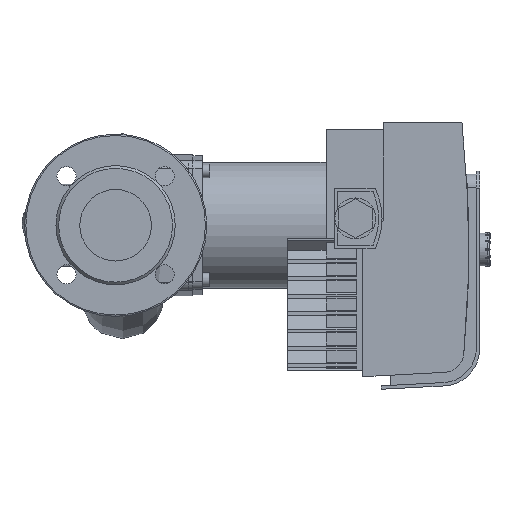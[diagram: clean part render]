
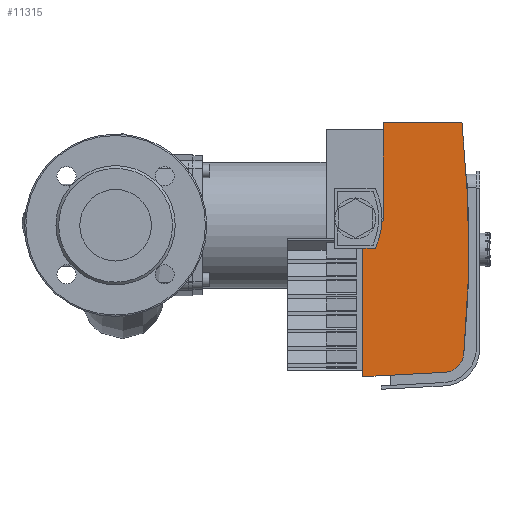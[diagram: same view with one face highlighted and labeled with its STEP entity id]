
A CAD part, left-side view. The second image highlights one B-rep face of the part: STEP entity #11315.
In plain terms, the highlighted planar face has unit normal (-1, 0, 0).
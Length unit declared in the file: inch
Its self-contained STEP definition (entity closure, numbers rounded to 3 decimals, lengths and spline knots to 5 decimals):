
#236=PLANE('',#12046);
#600=FACE_OUTER_BOUND('',#1286,.T.);
#1286=EDGE_LOOP('',(#7690,#7691,#7692,#7693,#7694,#7695,#7696,#7697,#7698));
#2115=LINE('',#16719,#3249);
#2116=LINE('',#16721,#3250);
#2117=LINE('',#16727,#3251);
#2118=LINE('',#16729,#3252);
#2119=LINE('',#16732,#3253);
#3249=VECTOR('',#13237,0.3937);
#3250=VECTOR('',#13238,0.3937);
#3251=VECTOR('',#13243,0.3937);
#3252=VECTOR('',#13244,0.3937);
#3253=VECTOR('',#13247,0.3937);
#4376=CIRCLE('',#12045,0.19685);
#4377=CIRCLE('',#12047,0.59055);
#4378=CIRCLE('',#12048,32.6959);
#4379=CIRCLE('',#12049,0.19685);
#4861=VERTEX_POINT('',#16712);
#4862=VERTEX_POINT('',#16714);
#4863=VERTEX_POINT('',#16718);
#4864=VERTEX_POINT('',#16720);
#4865=VERTEX_POINT('',#16722);
#4866=VERTEX_POINT('',#16724);
#4867=VERTEX_POINT('',#16726);
#4868=VERTEX_POINT('',#16728);
#4869=VERTEX_POINT('',#16730);
#5955=EDGE_CURVE('',#4861,#4862,#4376,.T.);
#5957=EDGE_CURVE('',#4861,#4863,#2115,.T.);
#5958=EDGE_CURVE('',#4863,#4864,#2116,.T.);
#5959=EDGE_CURVE('',#4865,#4864,#4377,.T.);
#5960=EDGE_CURVE('',#4866,#4865,#4378,.T.);
#5961=EDGE_CURVE('',#4867,#4866,#2117,.T.);
#5962=EDGE_CURVE('',#4868,#4867,#2118,.T.);
#5963=EDGE_CURVE('',#4869,#4868,#4379,.T.);
#5964=EDGE_CURVE('',#4869,#4862,#2119,.T.);
#7690=ORIENTED_EDGE('',*,*,#5955,.F.);
#7691=ORIENTED_EDGE('',*,*,#5957,.T.);
#7692=ORIENTED_EDGE('',*,*,#5958,.T.);
#7693=ORIENTED_EDGE('',*,*,#5959,.F.);
#7694=ORIENTED_EDGE('',*,*,#5960,.F.);
#7695=ORIENTED_EDGE('',*,*,#5961,.F.);
#7696=ORIENTED_EDGE('',*,*,#5962,.F.);
#7697=ORIENTED_EDGE('',*,*,#5963,.F.);
#7698=ORIENTED_EDGE('',*,*,#5964,.T.);
#11315=ADVANCED_FACE('',(#600),#236,.F.);
#12045=AXIS2_PLACEMENT_3D('',#16715,#13232,#13233);
#12046=AXIS2_PLACEMENT_3D('',#16717,#13235,#13236);
#12047=AXIS2_PLACEMENT_3D('',#16723,#13239,#13240);
#12048=AXIS2_PLACEMENT_3D('',#16725,#13241,#13242);
#12049=AXIS2_PLACEMENT_3D('',#16731,#13245,#13246);
#13232=DIRECTION('center_axis',(1.,0.,0.));
#13233=DIRECTION('ref_axis',(0.,0.707,0.707));
#13235=DIRECTION('center_axis',(1.,0.,0.));
#13236=DIRECTION('ref_axis',(0.,0.,-1.));
#13237=DIRECTION('',(0.,0.,-1.));
#13238=DIRECTION('',(0.,-0.999,0.052));
#13239=DIRECTION('center_axis',(1.,0.,0.));
#13240=DIRECTION('ref_axis',(0.,-0.692,-0.722));
#13241=DIRECTION('center_axis',(1.,0.,0.));
#13242=DIRECTION('ref_axis',(0.,-0.994,-0.11));
#13243=DIRECTION('',(0.,-1.,0.));
#13244=DIRECTION('',(0.,0.,1.));
#13245=DIRECTION('center_axis',(-1.,0.,0.));
#13246=DIRECTION('ref_axis',(0.,-0.707,-0.707));
#13247=DIRECTION('',(0.,1.,0.));
#16712=CARTESIAN_POINT('',(76.07772,15.17692,-28.01543));
#16714=CARTESIAN_POINT('',(76.07772,14.98007,-27.81858));
#16715=CARTESIAN_POINT('Origin',(76.07772,14.98007,-28.01543));
#16717=CARTESIAN_POINT('Origin',(76.07772,13.41606,-28.47865));
#16718=CARTESIAN_POINT('',(76.07772,15.17692,-32.18023));
#16719=CARTESIAN_POINT('',(76.07772,15.17692,-27.81858));
#16720=CARTESIAN_POINT('',(76.07772,12.82766,-32.05711));
#16721=CARTESIAN_POINT('',(76.07772,15.17692,-32.18023));
#16722=CARTESIAN_POINT('',(76.07772,12.27063,-31.5229));
#16723=CARTESIAN_POINT('Origin',(76.07772,12.85857,-31.46737));
#16724=CARTESIAN_POINT('',(76.07772,12.3226,-24.86583));
#16725=CARTESIAN_POINT('Origin',(76.07772,44.82165,-28.44823));
#16726=CARTESIAN_POINT('',(76.07772,14.58637,-24.86583));
#16727=CARTESIAN_POINT('',(76.07772,12.3226,-24.86583));
#16728=CARTESIAN_POINT('',(76.07772,14.58637,-27.62173));
#16729=CARTESIAN_POINT('',(76.07772,14.58637,-24.86583));
#16730=CARTESIAN_POINT('',(76.07772,14.78322,-27.81858));
#16731=CARTESIAN_POINT('Origin',(76.07772,14.78322,-27.62173));
#16732=CARTESIAN_POINT('',(76.07772,14.58637,-27.81858));
